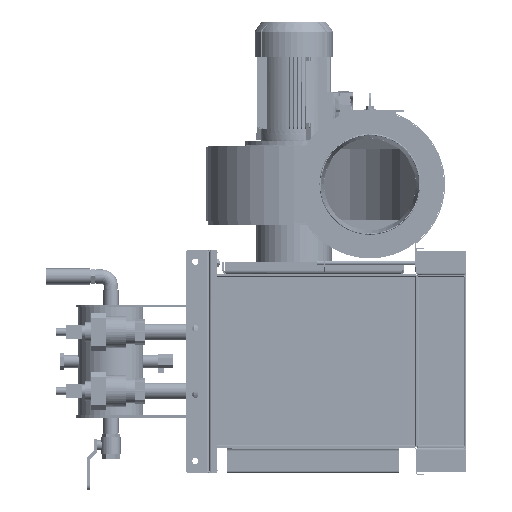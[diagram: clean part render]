
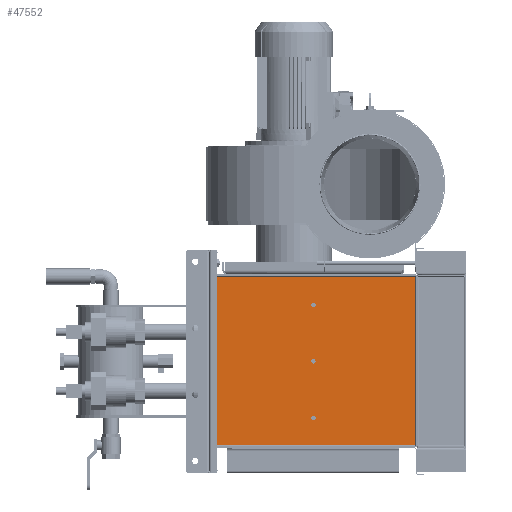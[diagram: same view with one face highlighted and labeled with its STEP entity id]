
A CAD part, left-side view. The second image highlights one B-rep face of the part: STEP entity #47552.
In plain terms, the highlighted face is planar.
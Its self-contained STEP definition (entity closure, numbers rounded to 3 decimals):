
#363 = CIRCLE ( 'NONE', #127111, 4.5 ) ;
#3903 = EDGE_LOOP ( 'NONE', ( #12004, #115207 ) ) ;
#4920 = AXIS2_PLACEMENT_3D ( 'NONE', #115068, #22922, #104930 ) ;
#5653 = CIRCLE ( 'NONE', #18523, 4.5 ) ;
#9814 = CARTESIAN_POINT ( 'NONE',  ( 0., 210., -170.6 ) ) ;
#11158 = LINE ( 'NONE', #9814, #121022 ) ;
#12004 = ORIENTED_EDGE ( 'NONE', *, *, #12519, .T. ) ;
#12519 = EDGE_CURVE ( 'NONE', #127123, #37131, #125215, .T. ) ;
#14553 = FACE_BOUND ( 'NONE', #96175, .T. ) ;
#15723 = CARTESIAN_POINT ( 'NONE',  ( 0., 0., 119.5 ) ) ;
#15959 = VERTEX_POINT ( 'NONE', #83087 ) ;
#17392 = EDGE_CURVE ( 'NONE', #15959, #130605, #44314, .T. ) ;
#18523 = AXIS2_PLACEMENT_3D ( 'NONE', #114496, #106331, #124547 ) ;
#20586 = CARTESIAN_POINT ( 'NONE',  ( 0., -205.6, -170.6 ) ) ;
#21385 = CARTESIAN_POINT ( 'NONE',  ( 0., 0., -110.5 ) ) ;
#22922 = DIRECTION ( 'NONE',  ( -1., 0., 0. ) ) ;
#24654 = DIRECTION ( 'NONE',  ( -1., 0., 0. ) ) ;
#28568 = EDGE_CURVE ( 'NONE', #37131, #127123, #122605, .T. ) ;
#31962 = VECTOR ( 'NONE', #72395, 1000. ) ;
#32679 = LINE ( 'NONE', #20586, #31962 ) ;
#35292 = DIRECTION ( 'NONE',  ( 0., -1., 0. ) ) ;
#37131 = VERTEX_POINT ( 'NONE', #94799 ) ;
#37599 = VECTOR ( 'NONE', #126056, 1000. ) ;
#41813 = DIRECTION ( 'NONE',  ( 0., -1., 0. ) ) ;
#42752 = DIRECTION ( 'NONE',  ( 0., -1., 0. ) ) ;
#44157 = EDGE_CURVE ( 'NONE', #113522, #130602, #363, .T. ) ;
#44241 = DIRECTION ( 'NONE',  ( -1., 0., 0. ) ) ;
#44314 = CIRCLE ( 'NONE', #78674, 4.5 ) ;
#45566 = FACE_BOUND ( 'NONE', #3903, .T. ) ;
#46739 = DIRECTION ( 'NONE',  ( -1., 0., 0. ) ) ;
#46896 = ORIENTED_EDGE ( 'NONE', *, *, #44157, .T. ) ;
#47552 = ADVANCED_FACE ( 'NONE', ( #14553, #45566, #95984, #96651 ), #97964, .F. ) ;
#49738 = EDGE_CURVE ( 'NONE', #53681, #88734, #11158, .T. ) ;
#52042 = DIRECTION ( 'NONE',  ( 0., 1., 0. ) ) ;
#52188 = CARTESIAN_POINT ( 'NONE',  ( 0., 205.6, 170.6 ) ) ;
#52886 = CARTESIAN_POINT ( 'NONE',  ( 0., 205.6, -170.6 ) ) ;
#53681 = VERTEX_POINT ( 'NONE', #52886 ) ;
#53897 = CARTESIAN_POINT ( 'NONE',  ( 0., 205.6, 170.6 ) ) ;
#55620 = VERTEX_POINT ( 'NONE', #53897 ) ;
#59276 = ORIENTED_EDGE ( 'NONE', *, *, #67932, .F. ) ;
#59693 = ORIENTED_EDGE ( 'NONE', *, *, #68119, .T. ) ;
#61928 = ORIENTED_EDGE ( 'NONE', *, *, #120395, .F. ) ;
#67098 = CARTESIAN_POINT ( 'NONE',  ( 0., 210., -175. ) ) ;
#67932 = EDGE_CURVE ( 'NONE', #55620, #53681, #82421, .T. ) ;
#68119 = EDGE_CURVE ( 'NONE', #130602, #113522, #106281, .T. ) ;
#69649 = EDGE_CURVE ( 'NONE', #90865, #55620, #124588, .T. ) ;
#72395 = DIRECTION ( 'NONE',  ( 0., 0., 1. ) ) ;
#75174 = DIRECTION ( 'NONE',  ( 0., -1., 0. ) ) ;
#76983 = CARTESIAN_POINT ( 'NONE',  ( 0., 0., -115. ) ) ;
#78674 = AXIS2_PLACEMENT_3D ( 'NONE', #95192, #116023, #42752 ) ;
#79809 = EDGE_CURVE ( 'NONE', #130605, #15959, #5653, .T. ) ;
#80993 = ORIENTED_EDGE ( 'NONE', *, *, #69649, .F. ) ;
#81919 = EDGE_LOOP ( 'NONE', ( #59693, #46896 ) ) ;
#82421 = LINE ( 'NONE', #52188, #37599 ) ;
#83087 = CARTESIAN_POINT ( 'NONE',  ( 0., 0., -4.5 ) ) ;
#84943 = ORIENTED_EDGE ( 'NONE', *, *, #49738, .F. ) ;
#86093 = AXIS2_PLACEMENT_3D ( 'NONE', #94913, #103620, #41813 ) ;
#88734 = VERTEX_POINT ( 'NONE', #118896 ) ;
#90865 = VERTEX_POINT ( 'NONE', #118604 ) ;
#91334 = AXIS2_PLACEMENT_3D ( 'NONE', #76983, #46739, #35292 ) ;
#93919 = DIRECTION ( 'NONE',  ( 0., -1., 0. ) ) ;
#94799 = CARTESIAN_POINT ( 'NONE',  ( 0., 0., 110.5 ) ) ;
#94913 = CARTESIAN_POINT ( 'NONE',  ( 0., 0., 115. ) ) ;
#95015 = CARTESIAN_POINT ( 'NONE',  ( 0., -210., 170.6 ) ) ;
#95192 = CARTESIAN_POINT ( 'NONE',  ( 0., 0., 0. ) ) ;
#95984 = FACE_OUTER_BOUND ( 'NONE', #107688, .T. ) ;
#96175 = EDGE_LOOP ( 'NONE', ( #130303, #123687 ) ) ;
#96651 = FACE_BOUND ( 'NONE', #81919, .T. ) ;
#97964 = PLANE ( 'NONE',  #128840 ) ;
#99432 = CARTESIAN_POINT ( 'NONE',  ( 0., 0., -119.5 ) ) ;
#103379 = CARTESIAN_POINT ( 'NONE',  ( 0., 0., 4.5 ) ) ;
#103620 = DIRECTION ( 'NONE',  ( -1., 0., 0. ) ) ;
#104930 = DIRECTION ( 'NONE',  ( 0., -1., 0. ) ) ;
#105351 = DIRECTION ( 'NONE',  ( 0., -1., 0. ) ) ;
#106281 = CIRCLE ( 'NONE', #91334, 4.5 ) ;
#106331 = DIRECTION ( 'NONE',  ( -1., 0., 0. ) ) ;
#107688 = EDGE_LOOP ( 'NONE', ( #59276, #80993, #61928, #84943 ) ) ;
#113522 = VERTEX_POINT ( 'NONE', #99432 ) ;
#114496 = CARTESIAN_POINT ( 'NONE',  ( 0., 0., 0. ) ) ;
#115068 = CARTESIAN_POINT ( 'NONE',  ( 0., 0., 115. ) ) ;
#115207 = ORIENTED_EDGE ( 'NONE', *, *, #28568, .T. ) ;
#115489 = CARTESIAN_POINT ( 'NONE',  ( 0., 0., -115. ) ) ;
#116023 = DIRECTION ( 'NONE',  ( -1., 0., 0. ) ) ;
#118604 = CARTESIAN_POINT ( 'NONE',  ( 0., -205.6, 170.6 ) ) ;
#118896 = CARTESIAN_POINT ( 'NONE',  ( 0., -205.6, -170.6 ) ) ;
#120395 = EDGE_CURVE ( 'NONE', #88734, #90865, #32679, .T. ) ;
#121022 = VECTOR ( 'NONE', #93919, 1000. ) ;
#122605 = CIRCLE ( 'NONE', #86093, 4.5 ) ;
#123687 = ORIENTED_EDGE ( 'NONE', *, *, #17392, .T. ) ;
#124547 = DIRECTION ( 'NONE',  ( 0., -1., 0. ) ) ;
#124588 = LINE ( 'NONE', #95015, #130454 ) ;
#125215 = CIRCLE ( 'NONE', #4920, 4.5 ) ;
#126056 = DIRECTION ( 'NONE',  ( 0., 0., -1. ) ) ;
#127111 = AXIS2_PLACEMENT_3D ( 'NONE', #115489, #44241, #75174 ) ;
#127123 = VERTEX_POINT ( 'NONE', #15723 ) ;
#128840 = AXIS2_PLACEMENT_3D ( 'NONE', #67098, #24654, #105351 ) ;
#130303 = ORIENTED_EDGE ( 'NONE', *, *, #79809, .T. ) ;
#130454 = VECTOR ( 'NONE', #52042, 1000. ) ;
#130602 = VERTEX_POINT ( 'NONE', #21385 ) ;
#130605 = VERTEX_POINT ( 'NONE', #103379 ) ;
